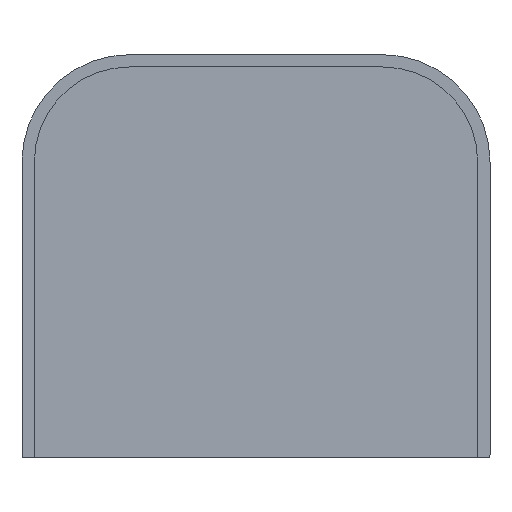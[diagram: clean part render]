
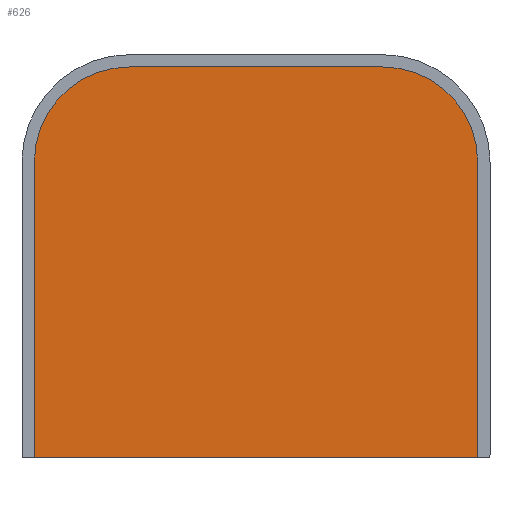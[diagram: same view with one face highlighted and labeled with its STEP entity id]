
A CAD part, front view. The second image highlights one B-rep face of the part: STEP entity #626.
In plain terms, the highlighted planar face has unit normal (0, -1, 0).
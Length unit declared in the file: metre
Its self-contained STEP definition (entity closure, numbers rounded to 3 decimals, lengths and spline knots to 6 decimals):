
#20=CIRCLE('',#674,0.031);
#21=CIRCLE('',#675,0.031);
#22=CIRCLE('',#676,0.031);
#23=CIRCLE('',#677,0.031);
#68=ORIENTED_EDGE('',*,*,#252,.F.);
#69=ORIENTED_EDGE('',*,*,#253,.F.);
#70=ORIENTED_EDGE('',*,*,#243,.T.);
#71=ORIENTED_EDGE('',*,*,#254,.F.);
#72=ORIENTED_EDGE('',*,*,#255,.T.);
#73=ORIENTED_EDGE('',*,*,#256,.F.);
#74=ORIENTED_EDGE('',*,*,#250,.F.);
#75=ORIENTED_EDGE('',*,*,#257,.F.);
#243=EDGE_CURVE('',#333,#335,#391,.T.);
#250=EDGE_CURVE('',#342,#343,#398,.T.);
#252=EDGE_CURVE('',#344,#345,#400,.T.);
#253=EDGE_CURVE('',#333,#344,#20,.F.);
#254=EDGE_CURVE('',#346,#335,#21,.F.);
#255=EDGE_CURVE('',#346,#347,#401,.T.);
#256=EDGE_CURVE('',#343,#347,#22,.F.);
#257=EDGE_CURVE('',#345,#342,#23,.F.);
#333=VERTEX_POINT('',#942);
#335=VERTEX_POINT('',#946);
#342=VERTEX_POINT('',#962);
#343=VERTEX_POINT('',#964);
#344=VERTEX_POINT('',#968);
#345=VERTEX_POINT('',#969);
#346=VERTEX_POINT('',#972);
#347=VERTEX_POINT('',#974);
#391=LINE('',#947,#467);
#398=LINE('',#963,#474);
#400=LINE('',#967,#476);
#401=LINE('',#973,#477);
#467=VECTOR('',#752,1.);
#474=VECTOR('',#763,1.);
#476=VECTOR('',#767,1.);
#477=VECTOR('',#772,1.);
#528=EDGE_LOOP('',(#68,#69,#70,#71,#72,#73,#74,#75));
#564=FACE_BOUND('',#528,.T.);
#600=PLANE('',#673);
#626=ADVANCED_FACE('',(#564),#600,.T.);
#673=AXIS2_PLACEMENT_3D('',#966,#765,#766);
#674=AXIS2_PLACEMENT_3D('',#970,#768,#769);
#675=AXIS2_PLACEMENT_3D('',#971,#770,#771);
#676=AXIS2_PLACEMENT_3D('',#975,#773,#774);
#677=AXIS2_PLACEMENT_3D('',#976,#775,#776);
#752=DIRECTION('',(0.,0.,1.));
#763=DIRECTION('',(0.,0.,1.));
#765=DIRECTION('',(0.,-1.,0.));
#766=DIRECTION('',(1.,0.,0.));
#767=DIRECTION('',(-1.,0.,0.));
#768=DIRECTION('',(0.,-1.,0.));
#769=DIRECTION('',(0.,0.,-1.));
#770=DIRECTION('',(0.,-1.,0.));
#771=DIRECTION('',(0.,0.,-1.));
#772=DIRECTION('',(-1.,0.,0.));
#773=DIRECTION('',(0.,-1.,0.));
#774=DIRECTION('',(0.,0.,-1.));
#775=DIRECTION('',(0.,-1.,0.));
#776=DIRECTION('',(0.,0.,-1.));
#942=CARTESIAN_POINT('',(0.0722,-0.004,-0.051646));
#946=CARTESIAN_POINT('',(0.0722,-0.004,0.043454));
#947=CARTESIAN_POINT('',(0.0722,-0.004,-0.004096));
#962=CARTESIAN_POINT('',(-0.0722,-0.004,-0.051646));
#963=CARTESIAN_POINT('',(-0.0722,-0.004,-0.004096));
#964=CARTESIAN_POINT('',(-0.0722,-0.004,0.043454));
#966=CARTESIAN_POINT('',(0.,-0.004,-0.004096));
#967=CARTESIAN_POINT('',(0.,-0.004,-0.052646));
#968=CARTESIAN_POINT('',(0.072184,-0.004,-0.052646));
#969=CARTESIAN_POINT('',(-0.072184,-0.004,-0.052646));
#970=CARTESIAN_POINT('',(0.0412,-0.004,-0.051646));
#971=CARTESIAN_POINT('',(0.0412,-0.004,0.043454));
#972=CARTESIAN_POINT('',(0.0412,-0.004,0.074454));
#973=CARTESIAN_POINT('',(0.,-0.004,0.074454));
#974=CARTESIAN_POINT('',(-0.0412,-0.004,0.074454));
#975=CARTESIAN_POINT('',(-0.0412,-0.004,0.043454));
#976=CARTESIAN_POINT('',(-0.0412,-0.004,-0.051646));
